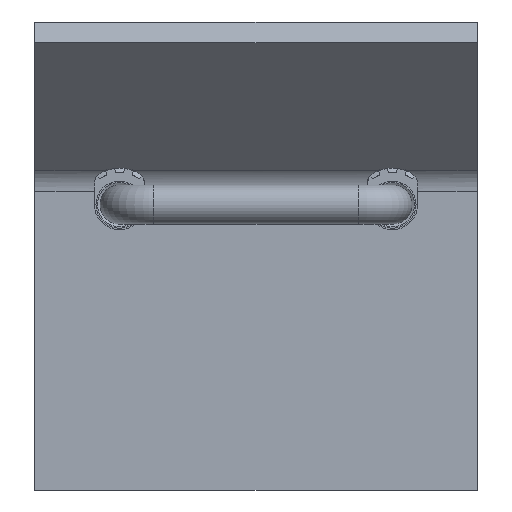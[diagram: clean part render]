
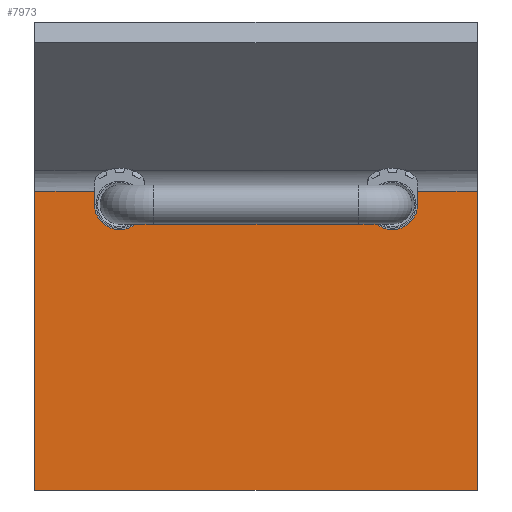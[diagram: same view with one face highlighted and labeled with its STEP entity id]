
A CAD part, front view. The second image highlights one B-rep face of the part: STEP entity #7973.
In plain terms, the highlighted planar face has unit normal (0, -1, 0).
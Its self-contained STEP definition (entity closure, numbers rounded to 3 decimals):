
#7634=CARTESIAN_POINT('',(21.9,63.62,1.79));
#7635=VERTEX_POINT('',#7634);
#7675=CARTESIAN_POINT('',(15.1,63.62,1.79));
#7676=VERTEX_POINT('',#7675);
#7748=CARTESIAN_POINT('',(15.1,63.62,0.));
#7749=VERTEX_POINT('',#7748);
#7750=CARTESIAN_POINT('',(15.1,63.62,0.));
#7751=DIRECTION('',(0.0,0.0,1.0));
#7752=VECTOR('',#7751,1.79);
#7753=LINE('',#7750,#7752);
#7754=EDGE_CURVE('',#7749,#7676,#7753,.T.);
#7793=CARTESIAN_POINT('',(21.9,63.62,0.));
#7794=VERTEX_POINT('',#7793);
#7795=CARTESIAN_POINT('',(18.5,63.62,0.));
#7796=DIRECTION('',(0.0,1.0,0.0));
#7797=DIRECTION('',(1.0,0.0,0.0));
#7798=AXIS2_PLACEMENT_3D('',#7795,#7796,#7797);
#7799=CIRCLE('',#7798,3.4);
#7800=EDGE_CURVE('',#7794,#7749,#7799,.T.);
#7818=CARTESIAN_POINT('',(21.9,63.62,1.79));
#7819=DIRECTION('',(0.0,0.0,-1.0));
#7820=VECTOR('',#7819,1.79);
#7821=LINE('',#7818,#7820);
#7822=EDGE_CURVE('',#7635,#7794,#7821,.T.);
#7854=CARTESIAN_POINT('',(-15.1,63.62,1.79));
#7855=VERTEX_POINT('',#7854);
#7863=CARTESIAN_POINT('',(15.1,63.62,1.79));
#7864=DIRECTION('',(-1.0,0.0,0.0));
#7865=VECTOR('',#7864,30.2);
#7866=LINE('',#7863,#7865);
#7867=EDGE_CURVE('',#7676,#7855,#7866,.T.);
#7880=CARTESIAN_POINT('',(30.,63.62,1.79));
#7881=VERTEX_POINT('',#7880);
#7882=CARTESIAN_POINT('',(30.,63.62,1.79));
#7883=DIRECTION('',(-1.0,0.0,0.0));
#7884=VECTOR('',#7883,8.1);
#7885=LINE('',#7882,#7884);
#7886=EDGE_CURVE('',#7881,#7635,#7885,.T.);
#7906=CARTESIAN_POINT('',(0.,63.62,-3.948));
#7907=DIRECTION('',(0.0,-1.0,0.0));
#7908=DIRECTION('',(-1.0,0.0,0.0));
#7909=AXIS2_PLACEMENT_3D('',#7906,#7907,#7908);
#7910=PLANE('',#7909);
#7911=ORIENTED_EDGE('',*,*,#7822,.T.);
#7912=ORIENTED_EDGE('',*,*,#7800,.T.);
#7913=ORIENTED_EDGE('',*,*,#7754,.T.);
#7914=ORIENTED_EDGE('',*,*,#7867,.T.);
#7915=CARTESIAN_POINT('',(-15.1,63.62,0.));
#7916=VERTEX_POINT('',#7915);
#7917=CARTESIAN_POINT('',(-15.1,63.62,1.79));
#7918=DIRECTION('',(0.0,0.0,-1.0));
#7919=VECTOR('',#7918,1.79);
#7920=LINE('',#7917,#7919);
#7921=EDGE_CURVE('',#7855,#7916,#7920,.T.);
#7922=ORIENTED_EDGE('',*,*,#7921,.T.);
#7923=CARTESIAN_POINT('',(-21.9,63.62,0.));
#7924=VERTEX_POINT('',#7923);
#7925=CARTESIAN_POINT('',(-18.5,63.62,0.));
#7926=DIRECTION('',(0.0,1.0,0.0));
#7927=DIRECTION('',(-1.0,0.0,0.0));
#7928=AXIS2_PLACEMENT_3D('',#7925,#7926,#7927);
#7929=CIRCLE('',#7928,3.4);
#7930=EDGE_CURVE('',#7916,#7924,#7929,.T.);
#7931=ORIENTED_EDGE('',*,*,#7930,.T.);
#7932=CARTESIAN_POINT('',(-21.9,63.62,1.79));
#7933=VERTEX_POINT('',#7932);
#7934=CARTESIAN_POINT('',(-21.9,63.62,0.));
#7935=DIRECTION('',(0.0,0.0,1.0));
#7936=VECTOR('',#7935,1.79);
#7937=LINE('',#7934,#7936);
#7938=EDGE_CURVE('',#7924,#7933,#7937,.T.);
#7939=ORIENTED_EDGE('',*,*,#7938,.T.);
#7940=CARTESIAN_POINT('',(-30.,63.62,1.79));
#7941=VERTEX_POINT('',#7940);
#7942=CARTESIAN_POINT('',(-21.9,63.62,1.79));
#7943=DIRECTION('',(-1.0,0.0,0.0));
#7944=VECTOR('',#7943,8.1);
#7945=LINE('',#7942,#7944);
#7946=EDGE_CURVE('',#7933,#7941,#7945,.T.);
#7947=ORIENTED_EDGE('',*,*,#7946,.T.);
#7948=CARTESIAN_POINT('',(-30.,63.62,-38.696));
#7949=VERTEX_POINT('',#7948);
#7950=CARTESIAN_POINT('',(-30.,63.62,1.79));
#7951=DIRECTION('',(0.0,0.0,-1.0));
#7952=VECTOR('',#7951,40.486);
#7953=LINE('',#7950,#7952);
#7954=EDGE_CURVE('',#7941,#7949,#7953,.T.);
#7955=ORIENTED_EDGE('',*,*,#7954,.T.);
#7956=CARTESIAN_POINT('',(30.,63.62,-38.696));
#7957=VERTEX_POINT('',#7956);
#7958=CARTESIAN_POINT('',(-30.,63.62,-38.696));
#7959=DIRECTION('',(1.0,0.0,0.0));
#7960=VECTOR('',#7959,60.0);
#7961=LINE('',#7958,#7960);
#7962=EDGE_CURVE('',#7949,#7957,#7961,.T.);
#7963=ORIENTED_EDGE('',*,*,#7962,.T.);
#7964=CARTESIAN_POINT('',(30.,63.62,1.79));
#7965=DIRECTION('',(0.0,0.0,-1.0));
#7966=VECTOR('',#7965,40.486);
#7967=LINE('',#7964,#7966);
#7968=EDGE_CURVE('',#7881,#7957,#7967,.T.);
#7969=ORIENTED_EDGE('',*,*,#7968,.F.);
#7970=ORIENTED_EDGE('',*,*,#7886,.T.);
#7971=EDGE_LOOP('',(#7911,#7912,#7913,#7914,#7922,#7931,#7939,#7947,#7955,#7963,#7969,#7970));
#7972=FACE_OUTER_BOUND('',#7971,.T.);
#7973=ADVANCED_FACE('',(#7972),#7910,.T.);
